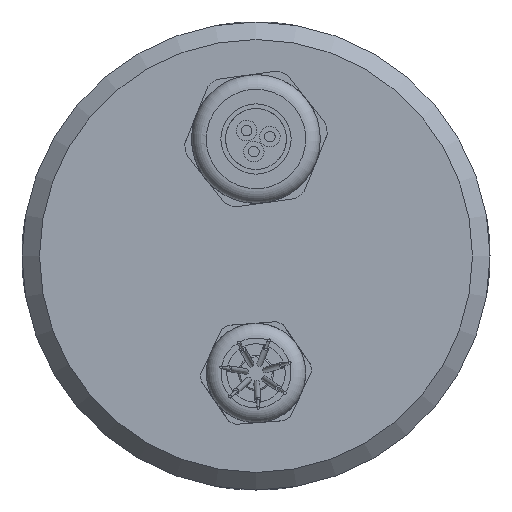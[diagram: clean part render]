
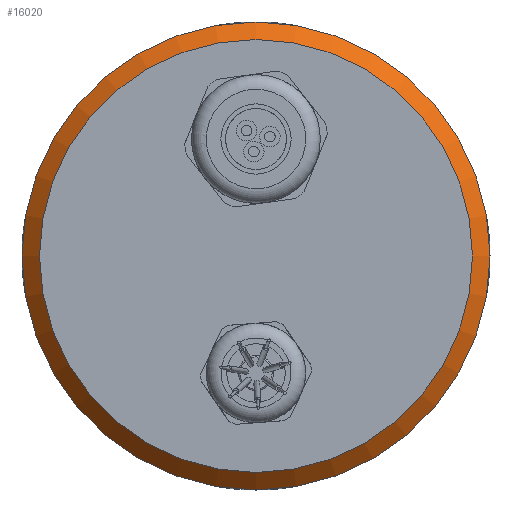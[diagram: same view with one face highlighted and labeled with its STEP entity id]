
A CAD part, left-side view. The second image highlights one B-rep face of the part: STEP entity #16020.
In plain terms, the highlighted conical face has half-angle 45 degrees and reference radius 37 mm.
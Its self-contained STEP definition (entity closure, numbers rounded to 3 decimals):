
#5 = VERTEX_POINT ( 'NONE', #5631 ) ;
#108 = ORIENTED_EDGE ( 'NONE', *, *, #11314, .F. ) ;
#1468 = CARTESIAN_POINT ( 'NONE',  ( -152., 0., 0. ) ) ;
#2328 = CIRCLE ( 'NONE', #12680, 37. ) ;
#3286 = DIRECTION ( 'NONE',  ( 0., 0., -1. ) ) ;
#3330 = EDGE_CURVE ( 'NONE', #5, #5, #13840, .T. ) ;
#3482 = EDGE_LOOP ( 'NONE', ( #108 ) ) ;
#3487 = VERTEX_POINT ( 'NONE', #9147 ) ;
#3752 = CARTESIAN_POINT ( 'NONE',  ( -155., 0., 0. ) ) ;
#4251 = AXIS2_PLACEMENT_3D ( 'NONE', #10330, #16077, #3286 ) ;
#4674 = FACE_BOUND ( 'NONE', #3482, .T. ) ;
#5631 = CARTESIAN_POINT ( 'NONE',  ( -152., 0., 40. ) ) ;
#7115 = DIRECTION ( 'NONE',  ( 1., 0., 0. ) ) ;
#8896 = ORIENTED_EDGE ( 'NONE', *, *, #3330, .F. ) ;
#9147 = CARTESIAN_POINT ( 'NONE',  ( -155., 0., 37. ) ) ;
#9399 = DIRECTION ( 'NONE',  ( -1., 0., 0. ) ) ;
#10252 = AXIS2_PLACEMENT_3D ( 'NONE', #1468, #7115, #12777 ) ;
#10330 = CARTESIAN_POINT ( 'NONE',  ( -155., 0., 0. ) ) ;
#11314 = EDGE_CURVE ( 'NONE', #3487, #3487, #2328, .T. ) ;
#11718 = EDGE_LOOP ( 'NONE', ( #8896 ) ) ;
#12247 = CONICAL_SURFACE ( 'NONE', #4251, 37., 0.785 ) ;
#12680 = AXIS2_PLACEMENT_3D ( 'NONE', #3752, #9399, #15137 ) ;
#12777 = DIRECTION ( 'NONE',  ( 0., 0., 1. ) ) ;
#13840 = CIRCLE ( 'NONE', #10252, 40. ) ;
#15137 = DIRECTION ( 'NONE',  ( 0., 0., 1. ) ) ;
#16020 = ADVANCED_FACE ( 'Defeature ausgef�hrt1_3', ( #17473, #4674 ), #12247, .T. ) ;
#16077 = DIRECTION ( 'NONE',  ( 1., 0., 0. ) ) ;
#17473 = FACE_OUTER_BOUND ( 'NONE', #11718, .T. ) ;
